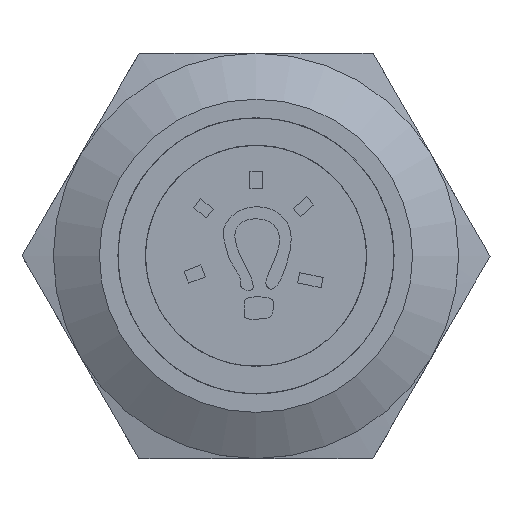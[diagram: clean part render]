
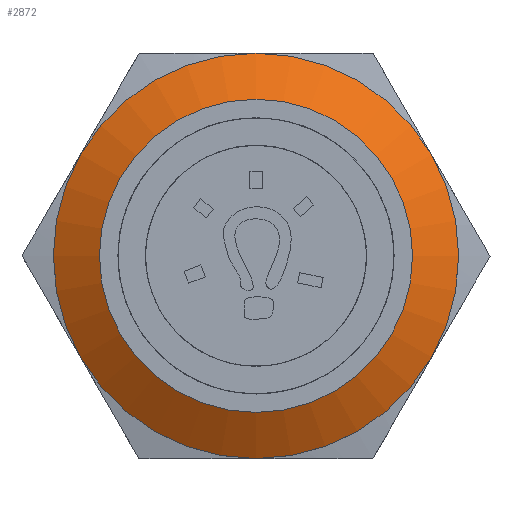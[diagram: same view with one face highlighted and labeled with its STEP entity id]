
A CAD part, top view. The second image highlights one B-rep face of the part: STEP entity #2872.
In plain terms, the highlighted conical face has half-angle 59.036 degrees and reference radius 8.5 mm.
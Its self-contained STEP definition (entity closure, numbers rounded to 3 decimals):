
#638=CONICAL_SURFACE('',#747,8.5,1.03);
#663=CIRCLE('',#748,8.5);
#664=CIRCLE('',#749,11.);
#747=AXIS2_PLACEMENT_3D('',#3325,#1479,#1480);
#748=AXIS2_PLACEMENT_3D('',#3326,#1481,#1482);
#749=AXIS2_PLACEMENT_3D('',#3328,#1483,#1484);
#1479=DIRECTION('',(0.,0.,-1.));
#1480=DIRECTION('',(-8.5,0.,0.));
#1481=DIRECTION('',(0.,0.,-1.));
#1482=DIRECTION('',(-8.5,0.,0.));
#1483=DIRECTION('',(0.,0.,1.));
#1484=DIRECTION('',(-11.,0.,0.));
#1749=VERTEX_POINT('',#3327);
#1750=VERTEX_POINT('',#3329);
#1953=EDGE_CURVE('',#1749,#1749,#663,.T.);
#1954=EDGE_CURVE('',#1750,#1750,#664,.T.);
#2300=ORIENTED_EDGE('',*,*,#1953,.T.);
#2301=ORIENTED_EDGE('',*,*,#1954,.T.);
#2580=EDGE_LOOP('',(#2300));
#2581=EDGE_LOOP('',(#2301));
#2736=FACE_BOUND('',#2580,.T.);
#2737=FACE_BOUND('',#2581,.T.);
#2872=ADVANCED_FACE('',(#2736,#2737),#638,.T.);
#3325=CARTESIAN_POINT('',(0.,0.,2.));
#3326=CARTESIAN_POINT('',(0.,0.,2.));
#3327=CARTESIAN_POINT('',(8.5,0.,2.));
#3328=CARTESIAN_POINT('',(0.,0.,0.5));
#3329=CARTESIAN_POINT('',(11.,0.,0.5));
